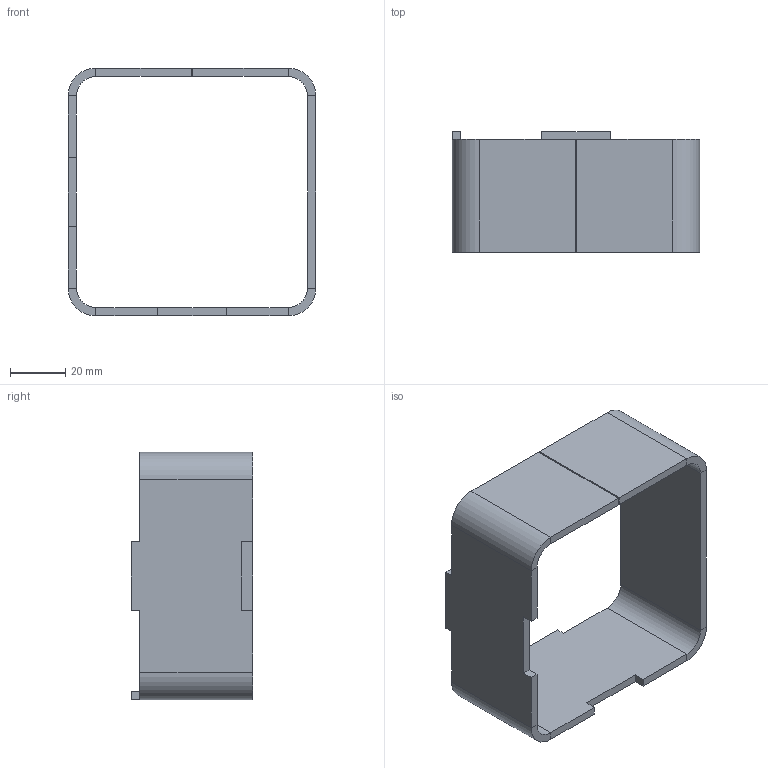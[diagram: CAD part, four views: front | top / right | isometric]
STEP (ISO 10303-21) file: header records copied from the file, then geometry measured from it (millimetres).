
FILE_DESCRIPTION (( 'STEP AP203' ), '1' );
FILE_NAME ('009_Caster_cover_part1_SR_v01.STEP', '2022-01-03T16:49:26', ( '' ), ( '' ), 'SwSTEP 2.0', 'SolidWorks 2018', '' );
FILE_SCHEMA (( 'CONFIG_CONTROL_DESIGN' ));
Length unit declared in the file: millimetre
Products named in the file (1): 009_Caster_cover_part1_SR_v01
Bounding box: 90 x 44 x 90 mm (x, y, z)
Volume: 40797.6 mm3; surface area: 29525.8 mm2
Topology: 1 solids, 1 shells, 54 faces, 124 edges, 72 vertices
Faces by surface type: plane 46, cylinder 8
Entity records: 1545 total; most frequent: CARTESIAN_POINT 251, DIRECTION 250, ORIENTED_EDGE 248, EDGE_CURVE 124, LINE 108, VECTOR 108, VERTEX_POINT 72, AXIS2_PLACEMENT_3D 71
